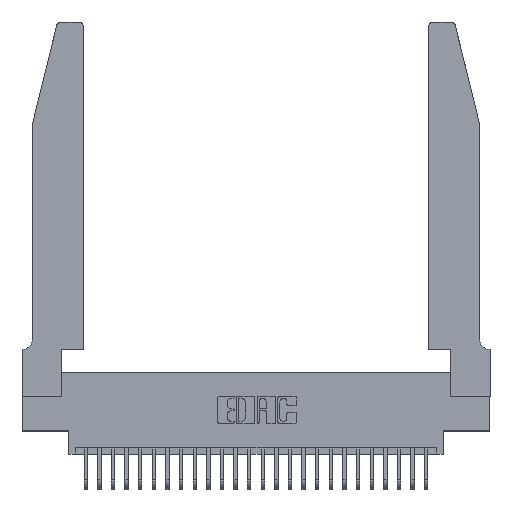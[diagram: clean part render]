
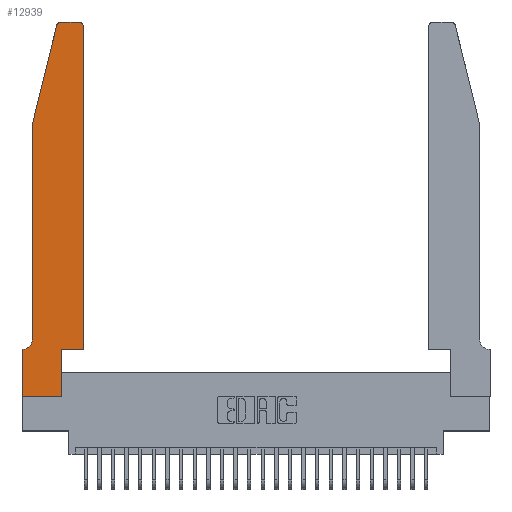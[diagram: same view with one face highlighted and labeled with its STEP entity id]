
A CAD part, top view. The second image highlights one B-rep face of the part: STEP entity #12939.
In plain terms, the highlighted planar face has unit normal (0, 0, 1).
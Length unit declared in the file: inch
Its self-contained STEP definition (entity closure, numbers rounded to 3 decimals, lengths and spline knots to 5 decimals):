
#198 = ORIENTED_EDGE ( 'NONE', *, *, #12248, .T. ) ;
#536 = VERTEX_POINT ( 'NONE', #19030 ) ;
#710 = CARTESIAN_POINT ( 'NONE',  ( 0.4205, 2.72, 0.37 ) ) ;
#1023 = EDGE_CURVE ( 'NONE', #23465, #25412, #16914, .T. ) ;
#1251 = EDGE_CURVE ( 'NONE', #10290, #536, #24546, .T. ) ;
#1367 = ORIENTED_EDGE ( 'NONE', *, *, #3983, .T. ) ;
#1424 = DIRECTION ( 'NONE',  ( 1., 0., 0. ) ) ;
#1469 = CARTESIAN_POINT ( 'NONE',  ( 0.0055, 0.42, 0.37 ) ) ;
#2568 = VECTOR ( 'NONE', #20408, 39.37008 ) ;
#2849 = DIRECTION ( 'NONE',  ( 0., 1., 0. ) ) ;
#3007 = VERTEX_POINT ( 'NONE', #21402 ) ;
#3072 = DIRECTION ( 'NONE',  ( 1., 0., 0. ) ) ;
#3289 = CARTESIAN_POINT ( 'NONE',  ( 0.2865, 0.35, 0.37 ) ) ;
#3826 = DIRECTION ( 'NONE',  ( -1., 0., 0. ) ) ;
#3983 = EDGE_CURVE ( 'NONE', #25412, #14428, #8811, .T. ) ;
#4735 = CARTESIAN_POINT ( 'NONE',  ( 0.2605, 2.75, 0.37 ) ) ;
#4857 = ORIENTED_EDGE ( 'NONE', *, *, #19335, .T. ) ;
#5451 = VERTEX_POINT ( 'NONE', #3289 ) ;
#6246 = VERTEX_POINT ( 'NONE', #7368 ) ;
#6812 = LINE ( 'NONE', #23027, #18034 ) ;
#6888 = EDGE_CURVE ( 'NONE', #8479, #3007, #13538, .T. ) ;
#7363 = CARTESIAN_POINT ( 'NONE',  ( 0.4505, 0.35, 0.37 ) ) ;
#7368 = CARTESIAN_POINT ( 'NONE',  ( 0.4505, 2.72, 0.37 ) ) ;
#7643 = CARTESIAN_POINT ( 'NONE',  ( 0.0755, 0.35, 0.37 ) ) ;
#7785 = VECTOR ( 'NONE', #2849, 39.37008 ) ;
#7814 = CARTESIAN_POINT ( 'NONE',  ( 0.284, 2.72, 0.37 ) ) ;
#7949 = LINE ( 'NONE', #4735, #2568 ) ;
#8190 = VECTOR ( 'NONE', #22143, 39.37008 ) ;
#8258 = CARTESIAN_POINT ( 'NONE',  ( 0.0755, 2., 0.37 ) ) ;
#8436 = LINE ( 'NONE', #8258, #19664 ) ;
#8479 = VERTEX_POINT ( 'NONE', #28506 ) ;
#8811 = LINE ( 'NONE', #11496, #13374 ) ;
#9067 = EDGE_CURVE ( 'NONE', #5451, #12836, #6812, .T. ) ;
#9204 = CARTESIAN_POINT ( 'NONE',  ( 0., 0.35, 0.37 ) ) ;
#9415 = CIRCLE ( 'NONE', #21265, 0.07 ) ;
#9436 = ORIENTED_EDGE ( 'NONE', *, *, #1251, .T. ) ;
#9844 = CARTESIAN_POINT ( 'NONE',  ( 0.0755, 0.42, 0.37 ) ) ;
#9901 = CARTESIAN_POINT ( 'NONE',  ( 0., 0., 0.37 ) ) ;
#10290 = VERTEX_POINT ( 'NONE', #9901 ) ;
#10819 = CARTESIAN_POINT ( 'NONE',  ( 0.0755, 2., 0.37 ) ) ;
#11472 = DIRECTION ( 'NONE',  ( 1., 0., 0. ) ) ;
#11496 = CARTESIAN_POINT ( 'NONE',  ( 0.0755, 2., 0.37 ) ) ;
#11933 = LINE ( 'NONE', #23040, #18599 ) ;
#12248 = EDGE_CURVE ( 'NONE', #3007, #10290, #20104, .T. ) ;
#12682 = VECTOR ( 'NONE', #24676, 39.37008 ) ;
#12836 = VERTEX_POINT ( 'NONE', #17854 ) ;
#12939 = ADVANCED_FACE ( 'NONE', ( #15183 ), #20354, .T. ) ;
#13271 = CARTESIAN_POINT ( 'NONE',  ( 0., 0., 0.37 ) ) ;
#13374 = VECTOR ( 'NONE', #22602, 39.37008 ) ;
#13538 = LINE ( 'NONE', #7643, #25421 ) ;
#13686 = ORIENTED_EDGE ( 'NONE', *, *, #1023, .T. ) ;
#13727 = LINE ( 'NONE', #7363, #7785 ) ;
#13885 = EDGE_CURVE ( 'NONE', #14428, #15945, #8436, .T. ) ;
#14217 = EDGE_CURVE ( 'NONE', #6246, #14780, #22401, .T. ) ;
#14428 = VERTEX_POINT ( 'NONE', #10819 ) ;
#14532 = ORIENTED_EDGE ( 'NONE', *, *, #13885, .T. ) ;
#14780 = VERTEX_POINT ( 'NONE', #23363 ) ;
#15183 = FACE_OUTER_BOUND ( 'NONE', #15693, .T. ) ;
#15516 = EDGE_CURVE ( 'NONE', #15945, #8479, #9415, .T. ) ;
#15693 = EDGE_LOOP ( 'NONE', ( #25632, #13686, #1367, #14532, #23916, #16787, #198, #9436, #20273, #27485, #4857, #21444 ) ) ;
#15945 = VERTEX_POINT ( 'NONE', #9844 ) ;
#16608 = DIRECTION ( 'NONE',  ( 0., 0., 1. ) ) ;
#16787 = ORIENTED_EDGE ( 'NONE', *, *, #6888, .T. ) ;
#16914 = CIRCLE ( 'NONE', #19797, 0.03 ) ;
#17324 = DIRECTION ( 'NONE',  ( 0., 0., -1. ) ) ;
#17854 = CARTESIAN_POINT ( 'NONE',  ( 0.4505, 0.35, 0.37 ) ) ;
#18034 = VECTOR ( 'NONE', #27503, 39.37008 ) ;
#18599 = VECTOR ( 'NONE', #20895, 39.37008 ) ;
#19030 = CARTESIAN_POINT ( 'NONE',  ( 0.2865, 0., 0.37 ) ) ;
#19335 = EDGE_CURVE ( 'NONE', #12836, #6246, #13727, .T. ) ;
#19430 = DIRECTION ( 'NONE',  ( 0., -1., 0. ) ) ;
#19664 = VECTOR ( 'NONE', #19430, 39.37008 ) ;
#19797 = AXIS2_PLACEMENT_3D ( 'NONE', #7814, #28513, #1424 ) ;
#19904 = CARTESIAN_POINT ( 'NONE',  ( 0.25487, 2.72718, 0.37 ) ) ;
#20104 = LINE ( 'NONE', #13271, #8190 ) ;
#20151 = EDGE_CURVE ( 'NONE', #536, #5451, #11933, .T. ) ;
#20273 = ORIENTED_EDGE ( 'NONE', *, *, #20151, .T. ) ;
#20354 = PLANE ( 'NONE',  #27192 ) ;
#20408 = DIRECTION ( 'NONE',  ( -1., 0., 0. ) ) ;
#20895 = DIRECTION ( 'NONE',  ( 0., 1., 0. ) ) ;
#21020 = DIRECTION ( 'NONE',  ( -1., 0., 0. ) ) ;
#21265 = AXIS2_PLACEMENT_3D ( 'NONE', #1469, #17324, #3826 ) ;
#21402 = CARTESIAN_POINT ( 'NONE',  ( 0., 0.35, 0.37 ) ) ;
#21444 = ORIENTED_EDGE ( 'NONE', *, *, #14217, .T. ) ;
#22143 = DIRECTION ( 'NONE',  ( 0., -1., 0. ) ) ;
#22401 = CIRCLE ( 'NONE', #26486, 0.03 ) ;
#22602 = DIRECTION ( 'NONE',  ( -0.239, -0.971, 0. ) ) ;
#23027 = CARTESIAN_POINT ( 'NONE',  ( 0.4505, 0.35, 0.37 ) ) ;
#23040 = CARTESIAN_POINT ( 'NONE',  ( 0.2865, 0.35, 0.37 ) ) ;
#23052 = EDGE_CURVE ( 'NONE', #14780, #23465, #7949, .T. ) ;
#23363 = CARTESIAN_POINT ( 'NONE',  ( 0.4205, 2.75, 0.37 ) ) ;
#23465 = VERTEX_POINT ( 'NONE', #23791 ) ;
#23791 = CARTESIAN_POINT ( 'NONE',  ( 0.284, 2.75, 0.37 ) ) ;
#23898 = CARTESIAN_POINT ( 'NONE',  ( 0., 0., 0.37 ) ) ;
#23916 = ORIENTED_EDGE ( 'NONE', *, *, #15516, .T. ) ;
#24546 = LINE ( 'NONE', #23898, #12682 ) ;
#24676 = DIRECTION ( 'NONE',  ( 1., 0., 0. ) ) ;
#24839 = DIRECTION ( 'NONE',  ( 0., 0., 1. ) ) ;
#25412 = VERTEX_POINT ( 'NONE', #19904 ) ;
#25421 = VECTOR ( 'NONE', #21020, 39.37008 ) ;
#25632 = ORIENTED_EDGE ( 'NONE', *, *, #23052, .T. ) ;
#26486 = AXIS2_PLACEMENT_3D ( 'NONE', #710, #16608, #3072 ) ;
#27192 = AXIS2_PLACEMENT_3D ( 'NONE', #9204, #24839, #11472 ) ;
#27485 = ORIENTED_EDGE ( 'NONE', *, *, #9067, .T. ) ;
#27503 = DIRECTION ( 'NONE',  ( 1., 0., 0. ) ) ;
#28506 = CARTESIAN_POINT ( 'NONE',  ( 0.0055, 0.35, 0.37 ) ) ;
#28513 = DIRECTION ( 'NONE',  ( 0., 0., 1. ) ) ;
